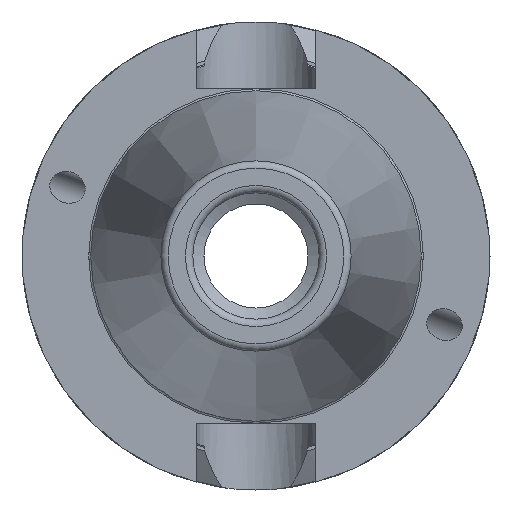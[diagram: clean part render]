
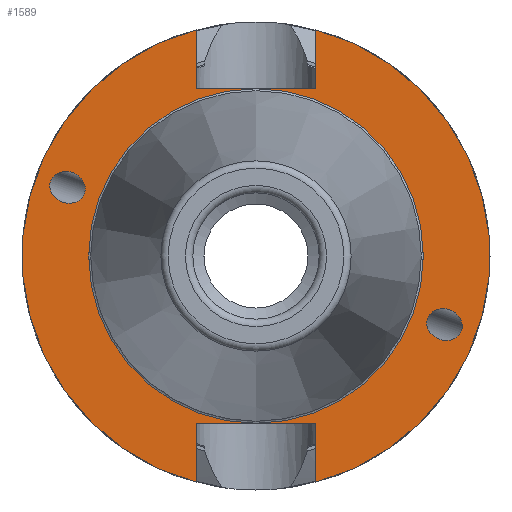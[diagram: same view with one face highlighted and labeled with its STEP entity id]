
A CAD part, left-side view. The second image highlights one B-rep face of the part: STEP entity #1589.
In plain terms, the highlighted planar face has unit normal (-1, 0, 0).
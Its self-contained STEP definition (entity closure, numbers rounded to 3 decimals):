
#839=CARTESIAN_POINT('',(2.,-23.093,-8.405));
#840=VERTEX_POINT('',#839);
#841=CARTESIAN_POINT('',(2.,-25.372,-9.235));
#842=DIRECTION('',(1.0,0.0,0.0));
#843=DIRECTION('',(0.0,-0.94,-0.342));
#844=AXIS2_PLACEMENT_3D('',#841,#842,#843);
#845=ELLIPSE('',#844,2.425,2.1);
#846=EDGE_CURVE('',#840,#840,#845,.T.);
#876=CARTESIAN_POINT('',(2.,23.093,8.405));
#877=VERTEX_POINT('',#876);
#878=CARTESIAN_POINT('',(2.,25.372,9.235));
#879=DIRECTION('',(1.0,0.0,0.0));
#880=DIRECTION('',(0.0,0.94,0.342));
#881=AXIS2_PLACEMENT_3D('',#878,#879,#880);
#882=ELLIPSE('',#881,2.425,2.1);
#883=EDGE_CURVE('',#877,#877,#882,.T.);
#1019=CARTESIAN_POINT('',(2.0,8.05,-22.6));
#1020=VERTEX_POINT('',#1019);
#1027=CARTESIAN_POINT('',(2.0,8.05,-30.454));
#1028=VERTEX_POINT('',#1027);
#1029=CARTESIAN_POINT('',(2.,8.05,-30.454));
#1030=DIRECTION('',(0.0,0.0,1.0));
#1031=VECTOR('',#1030,7.854);
#1032=LINE('',#1029,#1031);
#1033=EDGE_CURVE('',#1028,#1020,#1032,.T.);
#1264=CARTESIAN_POINT('',(2.,-8.05,-30.454));
#1265=VERTEX_POINT('',#1264);
#1272=CARTESIAN_POINT('',(2.,-8.05,-22.6));
#1273=VERTEX_POINT('',#1272);
#1274=CARTESIAN_POINT('',(2.,-8.05,-22.6));
#1275=DIRECTION('',(0.0,0.0,-1.0));
#1276=VECTOR('',#1275,7.854);
#1277=LINE('',#1274,#1276);
#1278=EDGE_CURVE('',#1273,#1265,#1277,.T.);
#1296=CARTESIAN_POINT('',(2.,8.05,-22.6));
#1297=DIRECTION('',(0.0,-1.0,0.0));
#1298=VECTOR('',#1297,16.1);
#1299=LINE('',#1296,#1298);
#1300=EDGE_CURVE('',#1020,#1273,#1299,.T.);
#1522=CARTESIAN_POINT('',(2.,0.0,27.008));
#1523=DIRECTION('',(-1.0,0.0,0.0));
#1524=DIRECTION('',(0.0,0.0,1.0));
#1525=AXIS2_PLACEMENT_3D('',#1522,#1523,#1524);
#1526=PLANE('',#1525);
#1527=ORIENTED_EDGE('',*,*,#1033,.T.);
#1528=ORIENTED_EDGE('',*,*,#1300,.T.);
#1529=ORIENTED_EDGE('',*,*,#1278,.T.);
#1530=CARTESIAN_POINT('',(2.,-8.05,30.454));
#1531=VERTEX_POINT('',#1530);
#1532=CARTESIAN_POINT('',(2.,0.0,0.0));
#1533=DIRECTION('',(-1.0,0.0,0.));
#1534=DIRECTION('',(0.,0.0,1.0));
#1535=AXIS2_PLACEMENT_3D('',#1532,#1533,#1534);
#1536=CIRCLE('',#1535,31.5);
#1537=EDGE_CURVE('',#1265,#1531,#1536,.T.);
#1538=ORIENTED_EDGE('',*,*,#1537,.T.);
#1539=CARTESIAN_POINT('',(2.,-8.05,22.6));
#1540=VERTEX_POINT('',#1539);
#1541=CARTESIAN_POINT('',(2.,-8.05,30.454));
#1542=DIRECTION('',(0.0,0.0,-1.0));
#1543=VECTOR('',#1542,7.854);
#1544=LINE('',#1541,#1543);
#1545=EDGE_CURVE('',#1531,#1540,#1544,.T.);
#1546=ORIENTED_EDGE('',*,*,#1545,.T.);
#1547=CARTESIAN_POINT('',(2.,8.05,22.6));
#1548=VERTEX_POINT('',#1547);
#1549=CARTESIAN_POINT('',(2.,-8.05,22.6));
#1550=DIRECTION('',(0.0,1.0,0.0));
#1551=VECTOR('',#1550,16.1);
#1552=LINE('',#1549,#1551);
#1553=EDGE_CURVE('',#1540,#1548,#1552,.T.);
#1554=ORIENTED_EDGE('',*,*,#1553,.T.);
#1555=CARTESIAN_POINT('',(2.,8.05,30.454));
#1556=VERTEX_POINT('',#1555);
#1557=CARTESIAN_POINT('',(2.,8.05,22.6));
#1558=DIRECTION('',(0.0,0.0,1.0));
#1559=VECTOR('',#1558,7.854);
#1560=LINE('',#1557,#1559);
#1561=EDGE_CURVE('',#1548,#1556,#1560,.T.);
#1562=ORIENTED_EDGE('',*,*,#1561,.T.);
#1563=CARTESIAN_POINT('',(2.,0.0,0.0));
#1564=DIRECTION('',(-1.0,0.0,0.));
#1565=DIRECTION('',(0.,0.0,1.0));
#1566=AXIS2_PLACEMENT_3D('',#1563,#1564,#1565);
#1567=CIRCLE('',#1566,31.5);
#1568=EDGE_CURVE('',#1556,#1028,#1567,.T.);
#1569=ORIENTED_EDGE('',*,*,#1568,.T.);
#1570=EDGE_LOOP('',(#1527,#1528,#1529,#1538,#1546,#1554,#1562,#1569));
#1571=FACE_OUTER_BOUND('',#1570,.T.);
#1572=ORIENTED_EDGE('',*,*,#846,.T.);
#1573=EDGE_LOOP('',(#1572));
#1574=FACE_BOUND('',#1573,.T.);
#1575=ORIENTED_EDGE('',*,*,#883,.T.);
#1576=EDGE_LOOP('',(#1575));
#1577=FACE_BOUND('',#1576,.T.);
#1578=CARTESIAN_POINT('',(2.,0.0,22.517));
#1579=VERTEX_POINT('',#1578);
#1580=CARTESIAN_POINT('',(2.,0.0,0.0));
#1581=DIRECTION('',(-1.0,0.0,0.));
#1582=DIRECTION('',(0.,0.0,1.0));
#1583=AXIS2_PLACEMENT_3D('',#1580,#1581,#1582);
#1584=CIRCLE('',#1583,22.517);
#1585=EDGE_CURVE('',#1579,#1579,#1584,.T.);
#1586=ORIENTED_EDGE('',*,*,#1585,.F.);
#1587=EDGE_LOOP('',(#1586));
#1588=FACE_BOUND('',#1587,.T.);
#1589=ADVANCED_FACE('',(#1571,#1574,#1577,#1588),#1526,.T.);
